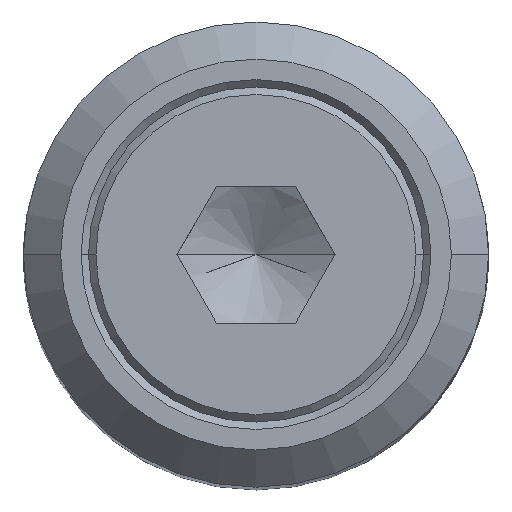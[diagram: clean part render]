
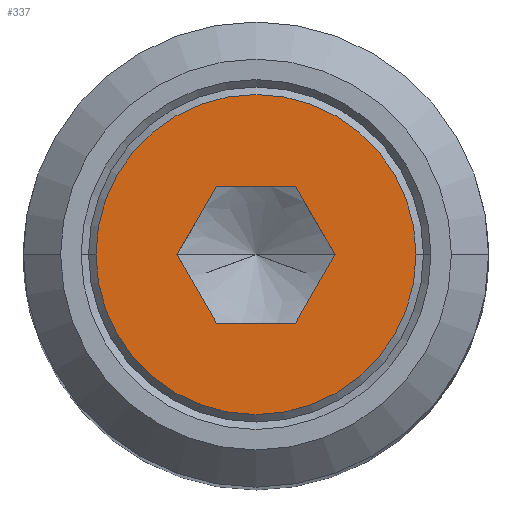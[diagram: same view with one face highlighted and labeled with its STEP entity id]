
A CAD part, top view. The second image highlights one B-rep face of the part: STEP entity #337.
In plain terms, the highlighted planar face has unit normal (0, 0, 1).
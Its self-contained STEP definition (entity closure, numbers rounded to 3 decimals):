
#337=ADVANCED_FACE('',(#771,#772),#773,.T.);
#363=VERTEX_POINT('',#800);
#371=VERTEX_POINT('',#808);
#375=EDGE_CURVE('',#363,#371,#812,.T.);
#431=VERTEX_POINT('',#868);
#435=VERTEX_POINT('',#872);
#437=EDGE_CURVE('',#435,#431,#874,.T.);
#441=VERTEX_POINT('',#878);
#445=EDGE_CURVE('',#431,#441,#882,.T.);
#451=VERTEX_POINT('',#888);
#455=EDGE_CURVE('',#441,#451,#892,.T.);
#457=VERTEX_POINT('',#894);
#459=EDGE_CURVE('',#457,#435,#896,.T.);
#467=VERTEX_POINT('',#904);
#469=EDGE_CURVE('',#467,#457,#906,.T.);
#475=EDGE_CURVE('',#451,#467,#912,.T.);
#589=EDGE_CURVE('',#371,#363,#1026,.T.);
#771=FACE_OUTER_BOUND('',#1217,.T.);
#772=FACE_BOUND('',#1218,.T.);
#773=PLANE('',#1219);
#800=CARTESIAN_POINT('',(-1.72,0.,20.3));
#808=CARTESIAN_POINT('',(1.72,0.,20.3));
#812=CIRCLE('',#1298,1.72);
#868=CARTESIAN_POINT('',(-0.425,-0.736,20.3));
#872=CARTESIAN_POINT('',(0.425,-0.736,20.3));
#874=LINE('',#1386,#1387);
#878=CARTESIAN_POINT('',(-0.85,0.,20.3));
#882=LINE('',#1400,#1401);
#888=CARTESIAN_POINT('',(-0.425,0.736,20.3));
#892=LINE('',#1424,#1425);
#894=CARTESIAN_POINT('',(0.85,0.0,20.3));
#896=LINE('',#1430,#1431);
#904=CARTESIAN_POINT('',(0.425,0.736,20.3));
#906=LINE('',#1454,#1455);
#912=LINE('',#1474,#1475);
#1026=CIRCLE('',#1712,1.72);
#1217=EDGE_LOOP('',(#2066,#2067));
#1218=EDGE_LOOP('',(#2068,#2069,#2070,#2071,#2072,#2073));
#1219=AXIS2_PLACEMENT_3D('',#2074,#2075,#2076);
#1298=AXIS2_PLACEMENT_3D('',#2093,#2094,#2095);
#1386=CARTESIAN_POINT('',(-0.212,-0.736,20.3));
#1387=VECTOR('',#2126,1.0);
#1400=CARTESIAN_POINT('',(-0.744,-0.184,20.3));
#1401=VECTOR('',#2129,1.0);
#1424=CARTESIAN_POINT('',(-0.531,0.552,20.3));
#1425=VECTOR('',#2131,1.0);
#1430=CARTESIAN_POINT('',(0.531,-0.552,20.3));
#1431=VECTOR('',#2132,1.0);
#1454=CARTESIAN_POINT('',(0.744,0.184,20.3));
#1455=VECTOR('',#2134,1.0);
#1474=CARTESIAN_POINT('',(0.213,0.736,20.3));
#1475=VECTOR('',#2136,1.0);
#1712=AXIS2_PLACEMENT_3D('',#2193,#2194,#2195);
#2066=ORIENTED_EDGE('',*,*,#375,.T.);
#2067=ORIENTED_EDGE('',*,*,#589,.T.);
#2068=ORIENTED_EDGE('',*,*,#455,.T.);
#2069=ORIENTED_EDGE('',*,*,#475,.T.);
#2070=ORIENTED_EDGE('',*,*,#469,.T.);
#2071=ORIENTED_EDGE('',*,*,#459,.T.);
#2072=ORIENTED_EDGE('',*,*,#437,.T.);
#2073=ORIENTED_EDGE('',*,*,#445,.T.);
#2074=CARTESIAN_POINT('',(-1.285,0.,20.3));
#2075=DIRECTION('',(0.,0.,1.0));
#2076=DIRECTION('',(1.0,0.,0.0));
#2093=CARTESIAN_POINT('',(0.,0.,20.3));
#2094=DIRECTION('',(0.,0.,1.0));
#2095=DIRECTION('',(-1.0,0.,0.));
#2126=DIRECTION('',(-1.0,0.0,0.0));
#2129=DIRECTION('',(-0.5,0.866,0.0));
#2131=DIRECTION('',(0.5,0.866,0.0));
#2132=DIRECTION('',(-0.5,-0.866,0.0));
#2134=DIRECTION('',(0.5,-0.866,0.0));
#2136=DIRECTION('',(1.0,0.0,0.0));
#2193=CARTESIAN_POINT('',(0.,0.,20.3));
#2194=DIRECTION('',(0.,0.,1.0));
#2195=DIRECTION('',(-1.0,0.,0.));
